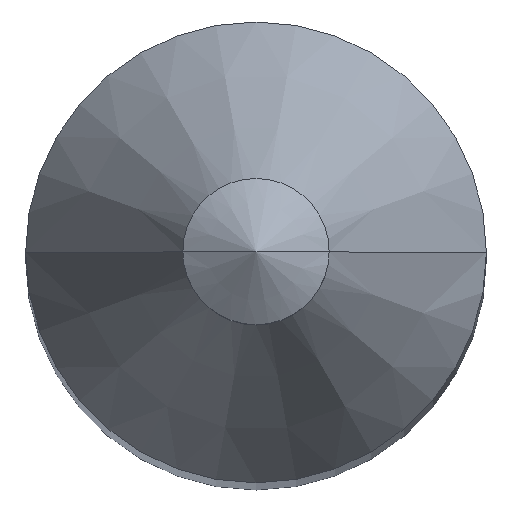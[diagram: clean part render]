
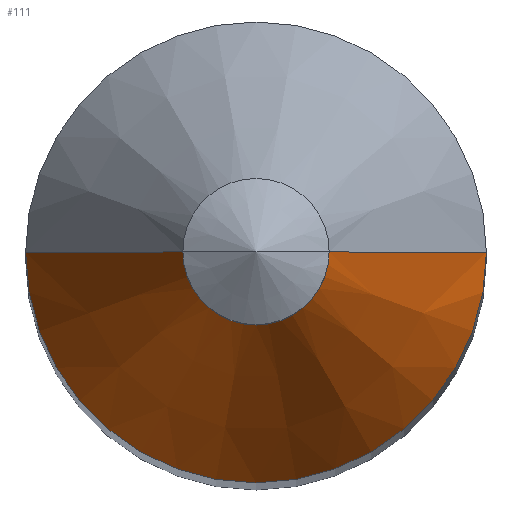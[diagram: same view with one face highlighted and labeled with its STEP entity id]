
A CAD part, top view. The second image highlights one B-rep face of the part: STEP entity #111.
In plain terms, the highlighted conical face has half-angle 30 degrees and reference radius 0.5 mm.
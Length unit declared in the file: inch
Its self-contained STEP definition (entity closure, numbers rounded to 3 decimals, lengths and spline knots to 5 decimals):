
#15 = ORIENTED_EDGE ( 'NONE', *, *, #207, .T. ) ;
#21 = CONICAL_SURFACE ( 'NONE', #63, 0.01968, 0.524 ) ;
#24 = VERTEX_POINT ( 'NONE', #182 ) ;
#32 = EDGE_CURVE ( 'NONE', #267, #35, #175, .T. ) ;
#35 = VERTEX_POINT ( 'NONE', #328 ) ;
#39 = AXIS2_PLACEMENT_3D ( 'NONE', #43, #190, #245 ) ;
#43 = CARTESIAN_POINT ( 'NONE',  ( 0., 0., 1.31494 ) ) ;
#59 = EDGE_CURVE ( 'NONE', #35, #24, #343, .T. ) ;
#63 = AXIS2_PLACEMENT_3D ( 'NONE', #231, #151, #397 ) ;
#86 = DIRECTION ( 'NONE',  ( -1., 0., 0. ) ) ;
#87 = ORIENTED_EDGE ( 'NONE', *, *, #317, .T. ) ;
#96 = CARTESIAN_POINT ( 'NONE',  ( -0.01968, 0., 1.31494 ) ) ;
#104 = VECTOR ( 'NONE', #270, 39.37008 ) ;
#111 = ADVANCED_FACE ( 'NONE', ( #116 ), #21, .T. ) ;
#116 = FACE_OUTER_BOUND ( 'NONE', #322, .T. ) ;
#119 = VECTOR ( 'NONE', #277, 39.37008 ) ;
#135 = ORIENTED_EDGE ( 'NONE', *, *, #32, .F. ) ;
#138 = ORIENTED_EDGE ( 'NONE', *, *, #59, .F. ) ;
#144 = CARTESIAN_POINT ( 'NONE',  ( 0., 0., 1.24164 ) ) ;
#146 = CIRCLE ( 'NONE', #39, 0.01968 ) ;
#151 = DIRECTION ( 'NONE',  ( 0., 0., -1. ) ) ;
#175 = LINE ( 'NONE', #265, #104 ) ;
#182 = CARTESIAN_POINT ( 'NONE',  ( -0.06201, 0., 1.24164 ) ) ;
#190 = DIRECTION ( 'NONE',  ( 0., 0., -1. ) ) ;
#207 = EDGE_CURVE ( 'NONE', #267, #385, #146, .T. ) ;
#230 = DIRECTION ( 'NONE',  ( 0., 0., -1. ) ) ;
#231 = CARTESIAN_POINT ( 'NONE',  ( 0., 0., 1.31494 ) ) ;
#245 = DIRECTION ( 'NONE',  ( -1., 0., 0. ) ) ;
#253 = AXIS2_PLACEMENT_3D ( 'NONE', #144, #230, #86 ) ;
#265 = CARTESIAN_POINT ( 'NONE',  ( 0.01969, 0., 1.31494 ) ) ;
#267 = VERTEX_POINT ( 'NONE', #344 ) ;
#270 = DIRECTION ( 'NONE',  ( 0.5, 0., -0.866 ) ) ;
#275 = LINE ( 'NONE', #96, #119 ) ;
#277 = DIRECTION ( 'NONE',  ( -0.5, 0., -0.866 ) ) ;
#317 = EDGE_CURVE ( 'NONE', #385, #24, #275, .T. ) ;
#322 = EDGE_LOOP ( 'NONE', ( #15, #87, #138, #135 ) ) ;
#328 = CARTESIAN_POINT ( 'NONE',  ( 0.06201, 0., 1.24164 ) ) ;
#343 = CIRCLE ( 'NONE', #253, 0.06201 ) ;
#344 = CARTESIAN_POINT ( 'NONE',  ( 0.01969, 0., 1.31494 ) ) ;
#376 = CARTESIAN_POINT ( 'NONE',  ( -0.01968, 0., 1.31494 ) ) ;
#385 = VERTEX_POINT ( 'NONE', #376 ) ;
#397 = DIRECTION ( 'NONE',  ( 1., 0., 0. ) ) ;
